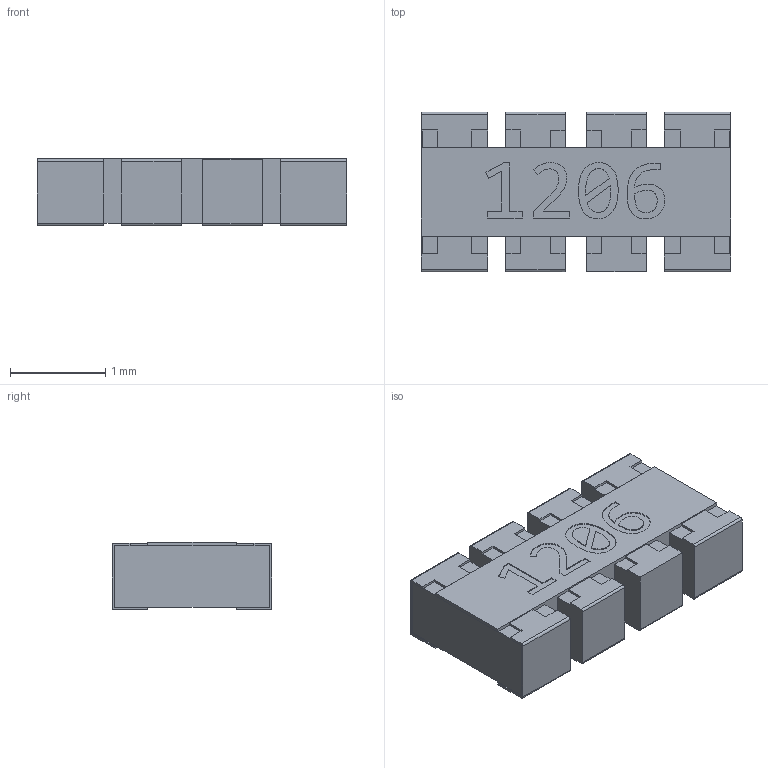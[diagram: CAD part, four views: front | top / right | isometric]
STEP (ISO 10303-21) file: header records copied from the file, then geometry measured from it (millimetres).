
FILE_DESCRIPTION(/* description */ (''),/* implementation_level */ '2;1');
FILE_NAME(/* name */ 'RESNET - 1206 Convex.step',/* time_stamp */ '2019-11-25T07:21:41+00:00',/* author */ (''),/* organization */ (''),/* preprocessor_version */ 'ST-DEVELOPER v18',/* originating_system */ 'Autodesk Translation Framework v8.12.0.6',/* authorisation */ '');
FILE_SCHEMA (('AUTOMOTIVE_DESIGN { 1 0 10303 214 3 1 1 }'));
Length unit declared in the file: millimetre
Products named in the file (1): Yageo - YC164 - 1206 Convex
Bounding box: 3.25 x 1.68 x 0.71 mm (x, y, z)
Volume: 3.4 mm3; surface area: 20.3 mm2
Topology: 1 solids, 1 shells, 268 faces, 753 edges, 494 vertices
Faces by surface type: plane 149, bspline 96, cylinder 23
Entity records: 9514 total; most frequent: CARTESIAN_POINT 3148, ORIENTED_EDGE 1506, DIRECTION 953, EDGE_CURVE 753, LINE 515, VECTOR 515, VERTEX_POINT 494, EDGE_LOOP 275
